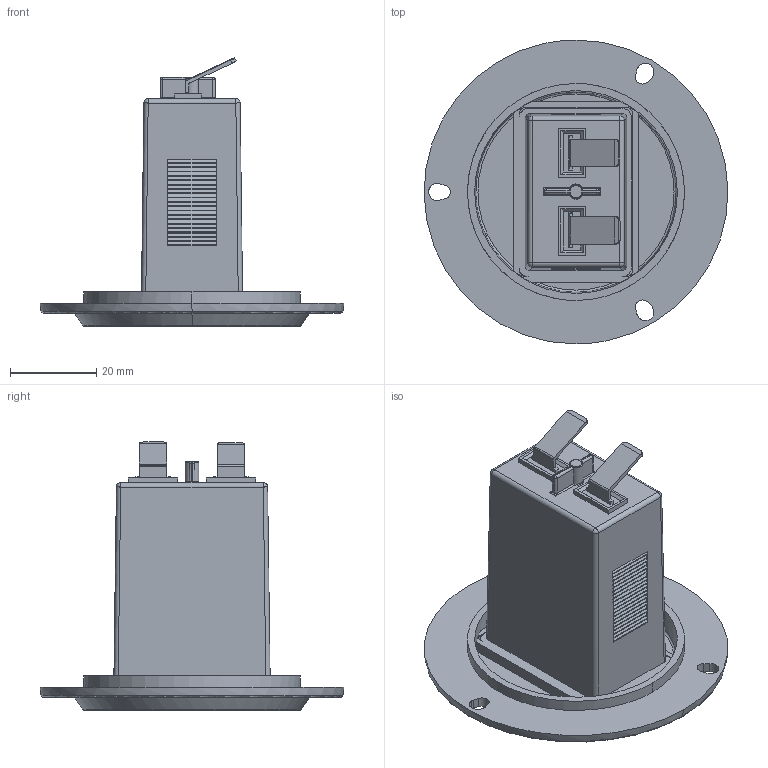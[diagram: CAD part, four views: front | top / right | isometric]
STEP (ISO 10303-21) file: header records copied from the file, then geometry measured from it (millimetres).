
FILE_DESCRIPTION (( 'STEP AP203' ), '1' );
FILE_NAME ('722-0004.step', '2021-09-29T10:23:31', ( '' ), ( '' ), 'SwSTEP 2.0', 'SolidWorks 2021', '' );
FILE_SCHEMA (( 'CONFIG_CONTROL_DESIGN' ));
Length unit declared in the file: millimetre
Products named in the file (1): 722-0004
Bounding box: 70.45 x 70.46 x 62.16 mm (x, y, z)
Volume: 19947.2 mm3; surface area: 24460.5 mm2
Topology: 1 solids, 1 shells, 749 faces, 1993 edges, 1291 vertices
Faces by surface type: plane 557, cylinder 138, bspline 19, cone 14, torus 13, sphere 8
Entity records: 27672 total; most frequent: CARTESIAN_POINT 12037, ORIENTED_EDGE 3978, EDGE_CURVE 1989, DIRECTION 1986, B_SPLINE_CURVE_WITH_KNOTS 1509, VERTEX_POINT 1291, EDGE_LOOP 820, AXIS2_PLACEMENT_3D 789
